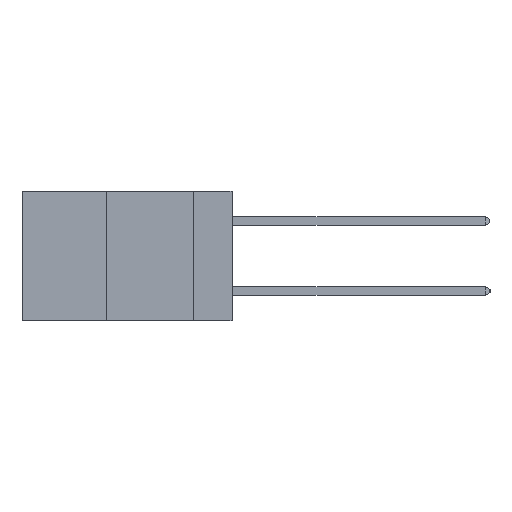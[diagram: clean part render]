
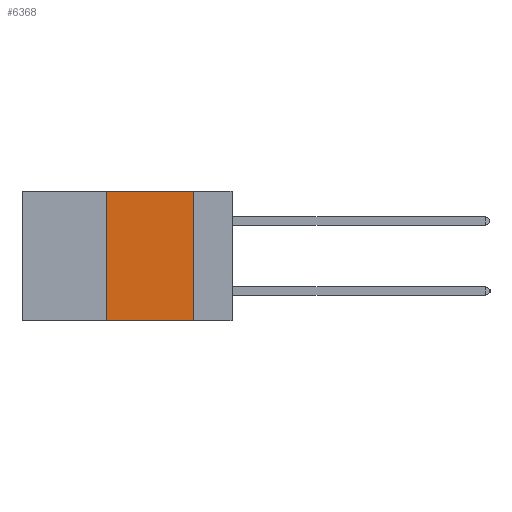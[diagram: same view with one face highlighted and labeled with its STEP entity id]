
A CAD part, left-side view. The second image highlights one B-rep face of the part: STEP entity #6368.
In plain terms, the highlighted planar face has unit normal (-1, 0, 0).
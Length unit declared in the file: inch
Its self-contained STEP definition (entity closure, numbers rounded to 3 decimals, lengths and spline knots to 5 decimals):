
#82 = VECTOR ( 'NONE', #12109, 39.37008 ) ;
#194 = EDGE_CURVE ( 'NONE', #6123, #5211, #4290, .T. ) ;
#222 = LINE ( 'NONE', #1078, #4007 ) ;
#259 = CARTESIAN_POINT ( 'NONE',  ( 0., 0.6, 0. ) ) ;
#1078 = CARTESIAN_POINT ( 'NONE',  ( 0., 0.6, -0.37 ) ) ;
#1102 = ORIENTED_EDGE ( 'NONE', *, *, #1497, .F. ) ;
#1497 = EDGE_CURVE ( 'NONE', #5211, #9618, #1921, .T. ) ;
#1503 = DIRECTION ( 'NONE',  ( 1., 0., 0. ) ) ;
#1921 = LINE ( 'NONE', #10007, #82 ) ;
#3771 = EDGE_LOOP ( 'NONE', ( #1102, #4089, #12104, #14639 ) ) ;
#4007 = VECTOR ( 'NONE', #4539, 39.37008 ) ;
#4070 = CARTESIAN_POINT ( 'NONE',  ( 0., 0.11, 0. ) ) ;
#4089 = ORIENTED_EDGE ( 'NONE', *, *, #194, .F. ) ;
#4290 = LINE ( 'NONE', #8259, #8874 ) ;
#4539 = DIRECTION ( 'NONE',  ( 0., -1., 0. ) ) ;
#5211 = VERTEX_POINT ( 'NONE', #4070 ) ;
#5527 = EDGE_CURVE ( 'NONE', #6342, #6123, #6753, .T. ) ;
#5762 = CARTESIAN_POINT ( 'NONE',  ( 0., 0.36, 0. ) ) ;
#5991 = PLANE ( 'NONE',  #8319 ) ;
#6123 = VERTEX_POINT ( 'NONE', #10032 ) ;
#6342 = VERTEX_POINT ( 'NONE', #11709 ) ;
#6368 = ADVANCED_FACE ( 'NONE', ( #7944 ), #5991, .F. ) ;
#6753 = LINE ( 'NONE', #5762, #11525 ) ;
#7944 = FACE_OUTER_BOUND ( 'NONE', #3771, .T. ) ;
#7948 = DIRECTION ( 'NONE',  ( 0., 0., 1. ) ) ;
#8221 = DIRECTION ( 'NONE',  ( 0., 0., -1. ) ) ;
#8259 = CARTESIAN_POINT ( 'NONE',  ( 0., 0.6, 0. ) ) ;
#8319 = AXIS2_PLACEMENT_3D ( 'NONE', #259, #1503, #8221 ) ;
#8874 = VECTOR ( 'NONE', #12729, 39.37008 ) ;
#9618 = VERTEX_POINT ( 'NONE', #14613 ) ;
#10007 = CARTESIAN_POINT ( 'NONE',  ( 0., 0.11, 0. ) ) ;
#10032 = CARTESIAN_POINT ( 'NONE',  ( 0., 0.36, 0. ) ) ;
#11046 = EDGE_CURVE ( 'NONE', #6342, #9618, #222, .T. ) ;
#11525 = VECTOR ( 'NONE', #7948, 39.37008 ) ;
#11709 = CARTESIAN_POINT ( 'NONE',  ( 0., 0.36, -0.37 ) ) ;
#12104 = ORIENTED_EDGE ( 'NONE', *, *, #5527, .F. ) ;
#12109 = DIRECTION ( 'NONE',  ( 0., 0., -1. ) ) ;
#12729 = DIRECTION ( 'NONE',  ( 0., -1., 0. ) ) ;
#14613 = CARTESIAN_POINT ( 'NONE',  ( 0., 0.11, -0.37 ) ) ;
#14639 = ORIENTED_EDGE ( 'NONE', *, *, #11046, .T. ) ;
